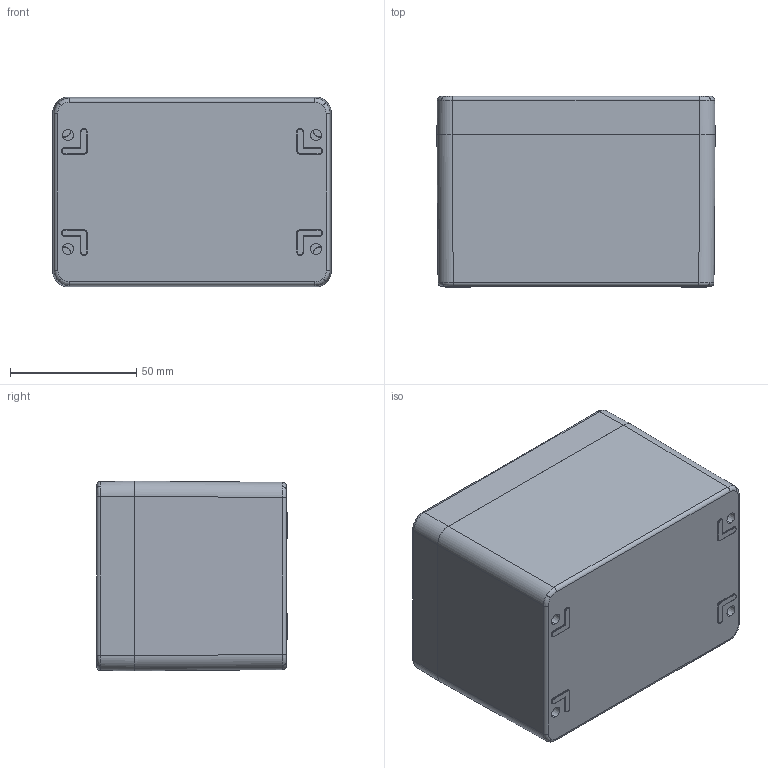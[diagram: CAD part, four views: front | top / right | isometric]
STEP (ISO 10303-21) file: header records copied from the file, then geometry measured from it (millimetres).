
FILE_DESCRIPTION (( 'STEP AP214' ), '1' );
FILE_NAME ('02081108.STEP', '2008-08-14T11:17:51', ( ' ' ), ( '' ), 'SwSTEP 2.0', 'SolidWorks 2008', '' );
FILE_SCHEMA (( 'AUTOMOTIVE_DESIGN' ));
Length unit declared in the file: millimetre
Products named in the file (8): 86221_Standard; 86223_Standard; 21232-Deckel_Standard; 82009_Standard; 93133_Standard; 21042-Unterteil_Standard; 02081108
Assembly tree (14 placements, depth 3):
  02081108
    93133_Standard  x4
    21232-Deckel_Standard
    82009_Standard
    21042-Unterteil_Standard
      86223_Standard  x4
      86221_Standard  x2
      21042-Unterteil_Standard
Bounding box: 110 x 75.5 x 75 mm (x, y, z)
Volume: 211498.9 mm3; surface area: 92616.4 mm2
Topology: 13 solids, 13 shells, 873 faces, 2092 edges, 1262 vertices
Faces by surface type: plane 259, cone 192, cylinder 182, bspline 152, torus 84, sphere 4
Entity records: 24112 total; most frequent: CARTESIAN_POINT 9929, ORIENTED_EDGE 3096, DIRECTION 2806, EDGE_CURVE 1548, AXIS2_PLACEMENT_3D 1133, VERTEX_POINT 936, EDGE_LOOP 702, ADVANCED_FACE 655
